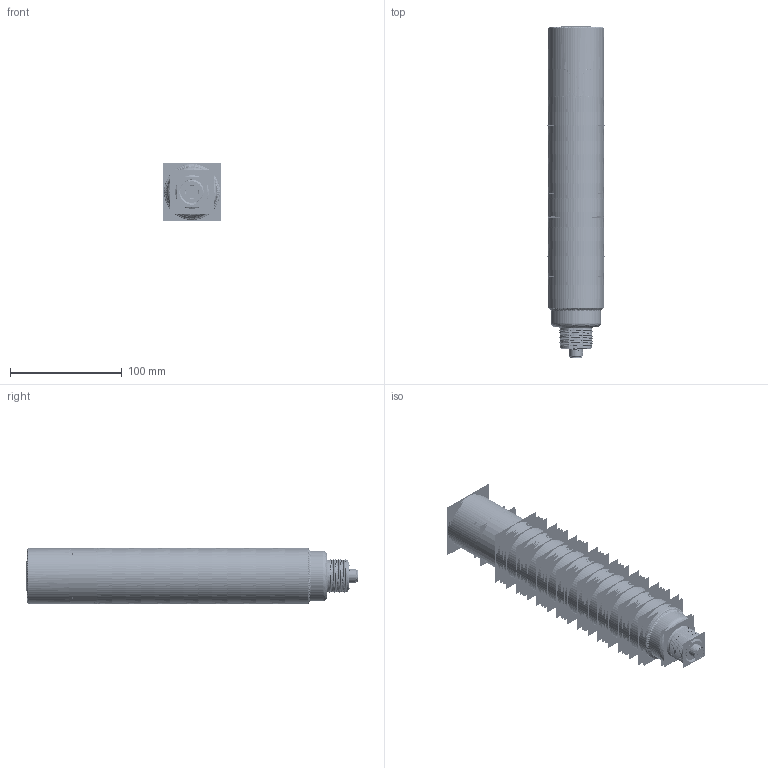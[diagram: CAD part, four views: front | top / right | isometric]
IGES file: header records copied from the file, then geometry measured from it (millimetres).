
Start section:  PTC IGES file: 205869.igs
Global section: file name: 205869.igs; native system: Creo Parametric by PTC Inc.; preprocessor: 2016260; author: pdmadmin; organization: Unknown; date: 20180427.135736; units: millimetre
Bounding box: 52.04 x 296.59 x 52 mm (x, y, z)
Volume: 184917.5 mm3; surface area: 1679415.8 mm2
Topology: 21 solids, 21 shells, 5922 faces, 29632 edges, 36962 vertices
Faces by surface type: bspline 3592, revolution 2330
